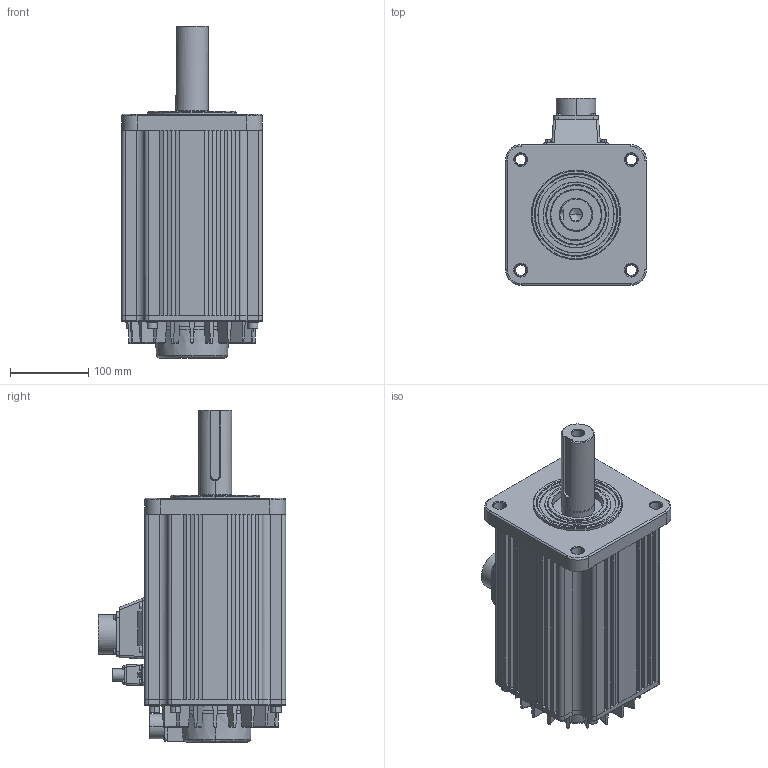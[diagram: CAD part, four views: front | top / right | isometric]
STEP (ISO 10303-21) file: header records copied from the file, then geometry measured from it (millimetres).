
FILE_DESCRIPTION (( 'STEP AP214' ), '1' );
FILE_NAME ('SV2H-255B.STEP', '2020-10-14T00:03:32', ( '' ), ( '' ), 'SwSTEP 2.0', 'SolidWorks 2017', '' );
FILE_SCHEMA (( 'AUTOMOTIVE_DESIGN' ));
Length unit declared in the file: inch
Products named in the file (1): SV2H-255B
Bounding box: 180 x 239.2 x 424.4 mm (x, y, z)
Volume: 8353168.3 mm3; surface area: 402226.6 mm2
Topology: 1 solids, 3 shells, 661 faces, 1612 edges, 1034 vertices
Faces by surface type: plane 339, cylinder 217, cone 52, bspline 29, torus 24
Entity records: 34542 total; most frequent: CARTESIAN_POINT 20560, ORIENTED_EDGE 3220, DIRECTION 2220, EDGE_CURVE 1610, VERTEX_POINT 1034, B_SPLINE_CURVE_WITH_KNOTS 759, AXIS2_PLACEMENT_3D 754, EDGE_LOOP 748
